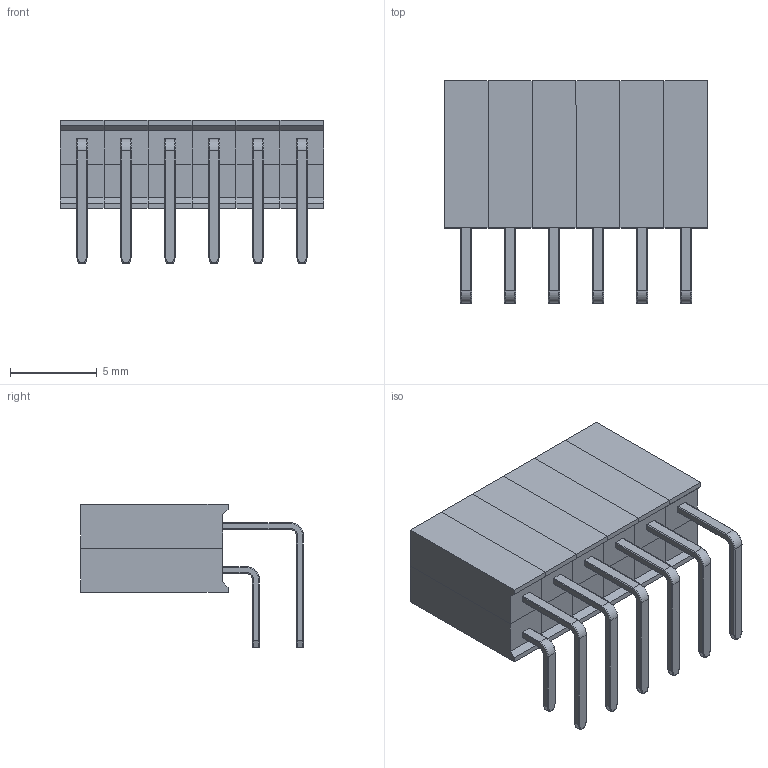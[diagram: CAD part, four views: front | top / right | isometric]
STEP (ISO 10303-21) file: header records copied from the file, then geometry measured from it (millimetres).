
FILE_DESCRIPTION(/* description */ (''),/* implementation_level */ '2;1');
FILE_NAME(/* name */ 'Female Pin Header 02x06 Right Angle.stp',/* time_stamp */ '2019-11-27T17:05:51+01:00',/* author */ ('Bernd das Brot'),/* organization */ (''),/* preprocessor_version */ 'ST-DEVELOPER v18',/* originating_system */ 'Autodesk Inventor 2020',/* authorisation */ '');
FILE_SCHEMA (('AUTOMOTIVE_DESIGN { 1 0 10303 214 3 1 1 }'));
Length unit declared in the file: millimetre
Products named in the file (3): Female Pin Header 02x06 Right Angle; Female Pin Header 1x Right Angle Upper; Female Pin Header 1x Right Angle Bottom
Assembly tree (12 placements, depth 2):
  Female Pin Header 02x06 Right Angle
    Female Pin Header 1x Right Angle Upper  x6
    Female Pin Header 1x Right Angle Bottom  x6
Bounding box: 15.24 x 12.84 x 8.28 mm (x, y, z)
Volume: 354.4 mm3; surface area: 2346.5 mm2
Topology: 12 solids, 12 shells, 1920 faces, 4416 edges, 2496 vertices
Faces by surface type: cylinder 876, plane 540, sphere 240, torus 216, bspline 48
Entity records: 9583 total; most frequent: CARTESIAN_POINT 1719, DIRECTION 1710, ORIENTED_EDGE 1456, EDGE_CURVE 728, AXIS2_PLACEMENT_3D 663, VERTEX_POINT 416, LINE 384, VECTOR 384
